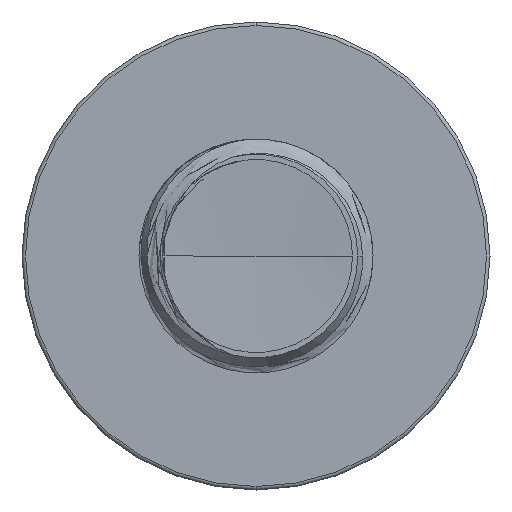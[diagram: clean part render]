
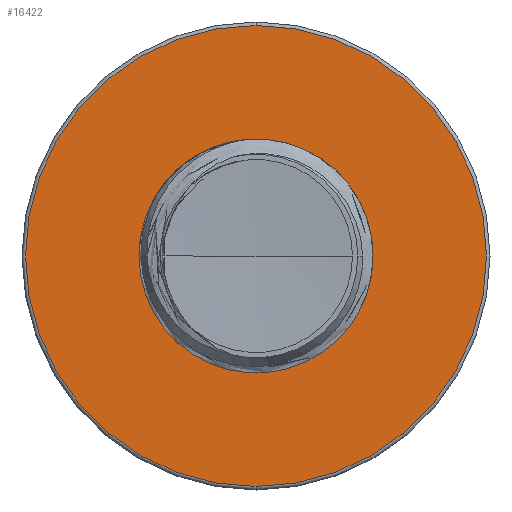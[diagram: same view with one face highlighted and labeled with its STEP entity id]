
A CAD part, front view. The second image highlights one B-rep face of the part: STEP entity #16422.
In plain terms, the highlighted planar face has unit normal (0, -1, 0).
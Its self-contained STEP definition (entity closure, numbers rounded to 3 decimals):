
#375 = CIRCLE ( 'NONE', #10805, 2.923 ) ;
#440 = ORIENTED_EDGE ( 'NONE', *, *, #13853, .T. ) ;
#957 = EDGE_CURVE ( 'NONE', #5831, #22763, #3718, .T. ) ;
#1704 = EDGE_CURVE ( 'NONE', #22763, #5831, #375, .T. ) ;
#2095 = CARTESIAN_POINT ( 'NONE',  ( 0., 10., 5.91 ) ) ;
#2292 = CARTESIAN_POINT ( 'NONE',  ( 0., 10., -5.91 ) ) ;
#3059 = ORIENTED_EDGE ( 'NONE', *, *, #1704, .F. ) ;
#3653 = DIRECTION ( 'NONE',  ( 0., 0., -1. ) ) ;
#3675 = DIRECTION ( 'NONE',  ( 0., -1., 0. ) ) ;
#3699 = PLANE ( 'NONE',  #22091 ) ;
#3718 = CIRCLE ( 'NONE', #9402, 2.923 ) ;
#3784 = CARTESIAN_POINT ( 'NONE',  ( 0., 10., 2.923 ) ) ;
#4086 = AXIS2_PLACEMENT_3D ( 'NONE', #10277, #10260, #10229 ) ;
#4775 = FACE_BOUND ( 'NONE', #5166, .T. ) ;
#4963 = DIRECTION ( 'NONE',  ( 0., 0., -1. ) ) ;
#4983 = DIRECTION ( 'NONE',  ( 0., -1., 0. ) ) ;
#4987 = CARTESIAN_POINT ( 'NONE',  ( 0., 10., 0. ) ) ;
#5166 = EDGE_LOOP ( 'NONE', ( #22857, #3059 ) ) ;
#5831 = VERTEX_POINT ( 'NONE', #22082 ) ;
#5933 = CARTESIAN_POINT ( 'NONE',  ( 0., 10., 2.923 ) ) ;
#5942 = EDGE_CURVE ( 'NONE', #8163, #18827, #14345, .T. ) ;
#8163 = VERTEX_POINT ( 'NONE', #2095 ) ;
#9402 = AXIS2_PLACEMENT_3D ( 'NONE', #10922, #10918, #10893 ) ;
#10229 = DIRECTION ( 'NONE',  ( 0., 0., -1. ) ) ;
#10260 = DIRECTION ( 'NONE',  ( 0., -1., 0. ) ) ;
#10277 = CARTESIAN_POINT ( 'NONE',  ( 0., 10., 0. ) ) ;
#10805 = AXIS2_PLACEMENT_3D ( 'NONE', #4987, #4983, #4963 ) ;
#10893 = DIRECTION ( 'NONE',  ( 0., 0., -1. ) ) ;
#10918 = DIRECTION ( 'NONE',  ( 0., -1., 0. ) ) ;
#10922 = CARTESIAN_POINT ( 'NONE',  ( 0., 10., 0. ) ) ;
#11167 = FACE_OUTER_BOUND ( 'NONE', #11569, .T. ) ;
#11569 = EDGE_LOOP ( 'NONE', ( #440, #18567 ) ) ;
#13853 = EDGE_CURVE ( 'NONE', #18827, #8163, #19033, .T. ) ;
#14345 = CIRCLE ( 'NONE', #4086, 5.91 ) ;
#15627 = DIRECTION ( 'NONE',  ( 0., 0., -1. ) ) ;
#15663 = DIRECTION ( 'NONE',  ( 0., -1., 0. ) ) ;
#15669 = CARTESIAN_POINT ( 'NONE',  ( 0., 10., 0. ) ) ;
#16422 = ADVANCED_FACE ( 'NONE', ( #11167, #4775 ), #3699, .T. ) ;
#18567 = ORIENTED_EDGE ( 'NONE', *, *, #5942, .T. ) ;
#18827 = VERTEX_POINT ( 'NONE', #2292 ) ;
#19033 = CIRCLE ( 'NONE', #19887, 5.91 ) ;
#19887 = AXIS2_PLACEMENT_3D ( 'NONE', #15669, #15663, #15627 ) ;
#22082 = CARTESIAN_POINT ( 'NONE',  ( 0., 10., -2.923 ) ) ;
#22091 = AXIS2_PLACEMENT_3D ( 'NONE', #3784, #3675, #3653 ) ;
#22763 = VERTEX_POINT ( 'NONE', #5933 ) ;
#22857 = ORIENTED_EDGE ( 'NONE', *, *, #957, .F. ) ;
